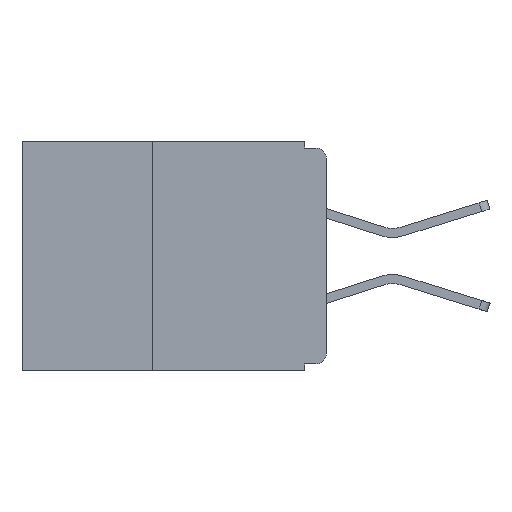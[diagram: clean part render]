
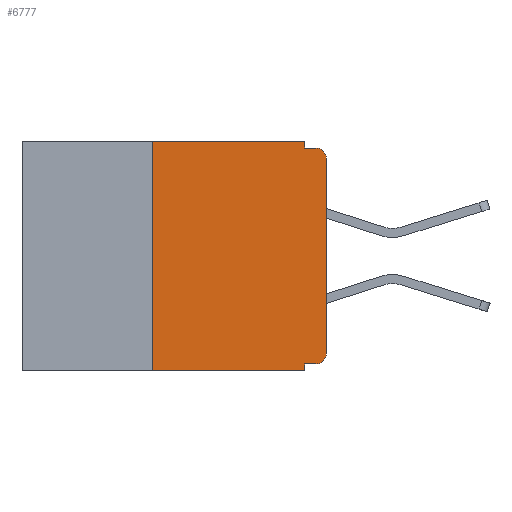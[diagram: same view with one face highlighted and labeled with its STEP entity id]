
A CAD part, left-side view. The second image highlights one B-rep face of the part: STEP entity #6777.
In plain terms, the highlighted planar face has unit normal (-1, 0, 0).
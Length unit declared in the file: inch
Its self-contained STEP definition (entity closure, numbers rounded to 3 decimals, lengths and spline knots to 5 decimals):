
#366 = DIRECTION ( 'NONE',  ( 0., 0., -1. ) ) ;
#1112 = LINE ( 'NONE', #1934, #21505 ) ;
#1170 = ORIENTED_EDGE ( 'NONE', *, *, #12574, .F. ) ;
#1372 = VECTOR ( 'NONE', #24370, 39.37008 ) ;
#1449 = VERTEX_POINT ( 'NONE', #25693 ) ;
#1497 = CARTESIAN_POINT ( 'NONE',  ( 0., 0.25, -0.33 ) ) ;
#1506 = EDGE_CURVE ( 'NONE', #5601, #19777, #32560, .T. ) ;
#1934 = CARTESIAN_POINT ( 'NONE',  ( 0., 0.031, 0. ) ) ;
#2049 = DIRECTION ( 'NONE',  ( 0., 0., -1. ) ) ;
#2156 = AXIS2_PLACEMENT_3D ( 'NONE', #22161, #6332, #24716 ) ;
#2780 = ORIENTED_EDGE ( 'NONE', *, *, #1506, .T. ) ;
#3082 = CARTESIAN_POINT ( 'NONE',  ( 0., 0., -0.01 ) ) ;
#3159 = ORIENTED_EDGE ( 'NONE', *, *, #32186, .T. ) ;
#3686 = CARTESIAN_POINT ( 'NONE',  ( 0., 0.015, -0.01 ) ) ;
#3818 = ORIENTED_EDGE ( 'NONE', *, *, #5753, .F. ) ;
#5601 = VERTEX_POINT ( 'NONE', #19291 ) ;
#5685 = LINE ( 'NONE', #8258, #12808 ) ;
#5687 = VECTOR ( 'NONE', #23538, 39.37008 ) ;
#5753 = EDGE_CURVE ( 'NONE', #6365, #1449, #6240, .T. ) ;
#5791 = FACE_OUTER_BOUND ( 'NONE', #32184, .T. ) ;
#6226 = EDGE_CURVE ( 'NONE', #21337, #12062, #28374, .T. ) ;
#6240 = LINE ( 'NONE', #11988, #19530 ) ;
#6332 = DIRECTION ( 'NONE',  ( -1., 0., 0. ) ) ;
#6365 = VERTEX_POINT ( 'NONE', #24757 ) ;
#6777 = ADVANCED_FACE ( 'NONE', ( #5791 ), #21313, .F. ) ;
#6881 = DIRECTION ( 'NONE',  ( 0., 0., 1. ) ) ;
#8258 = CARTESIAN_POINT ( 'NONE',  ( 0., 0.437, 0. ) ) ;
#8515 = ORIENTED_EDGE ( 'NONE', *, *, #19340, .F. ) ;
#9726 = ORIENTED_EDGE ( 'NONE', *, *, #14266, .T. ) ;
#9991 = VERTEX_POINT ( 'NONE', #33734 ) ;
#10304 = DIRECTION ( 'NONE',  ( 0., 0., -1. ) ) ;
#10949 = VECTOR ( 'NONE', #6881, 39.37008 ) ;
#11988 = CARTESIAN_POINT ( 'NONE',  ( 0., 0., -0.32 ) ) ;
#12062 = VERTEX_POINT ( 'NONE', #3686 ) ;
#12574 = EDGE_CURVE ( 'NONE', #19010, #29353, #5685, .T. ) ;
#12669 = LINE ( 'NONE', #1497, #10949 ) ;
#12808 = VECTOR ( 'NONE', #13660, 39.37008 ) ;
#13262 = CARTESIAN_POINT ( 'NONE',  ( 0., 0.437, 0. ) ) ;
#13506 = DIRECTION ( 'NONE',  ( 1., 0., 0. ) ) ;
#13660 = DIRECTION ( 'NONE',  ( 0., -1., 0. ) ) ;
#14266 = EDGE_CURVE ( 'NONE', #6365, #9991, #29684, .T. ) ;
#14628 = VECTOR ( 'NONE', #29332, 39.37008 ) ;
#14630 = ORIENTED_EDGE ( 'NONE', *, *, #26430, .T. ) ;
#16029 = ORIENTED_EDGE ( 'NONE', *, *, #18219, .F. ) ;
#16386 = DIRECTION ( 'NONE',  ( -1., 0., 0. ) ) ;
#17803 = VECTOR ( 'NONE', #10304, 39.37008 ) ;
#18219 = EDGE_CURVE ( 'NONE', #1449, #19777, #30643, .T. ) ;
#19010 = VERTEX_POINT ( 'NONE', #21508 ) ;
#19291 = CARTESIAN_POINT ( 'NONE',  ( 0., 0.25, -0.33 ) ) ;
#19340 = EDGE_CURVE ( 'NONE', #5601, #19010, #12669, .T. ) ;
#19530 = VECTOR ( 'NONE', #30127, 39.37008 ) ;
#19777 = VERTEX_POINT ( 'NONE', #24434 ) ;
#20085 = LINE ( 'NONE', #21827, #1372 ) ;
#20654 = ORIENTED_EDGE ( 'NONE', *, *, #6226, .F. ) ;
#20889 = CARTESIAN_POINT ( 'NONE',  ( 0., 0.031, -0.01 ) ) ;
#21313 = PLANE ( 'NONE',  #22856 ) ;
#21337 = VERTEX_POINT ( 'NONE', #20889 ) ;
#21505 = VECTOR ( 'NONE', #2049, 39.37008 ) ;
#21508 = CARTESIAN_POINT ( 'NONE',  ( 0., 0.25, 0. ) ) ;
#21827 = CARTESIAN_POINT ( 'NONE',  ( 0., 0., 0. ) ) ;
#22161 = CARTESIAN_POINT ( 'NONE',  ( 0., 0.015, -0.305 ) ) ;
#22431 = VERTEX_POINT ( 'NONE', #33002 ) ;
#22758 = CARTESIAN_POINT ( 'NONE',  ( 0., 0.437, -0.33 ) ) ;
#22856 = AXIS2_PLACEMENT_3D ( 'NONE', #13262, #13506, #31499 ) ;
#23538 = DIRECTION ( 'NONE',  ( 0., -1., 0. ) ) ;
#24370 = DIRECTION ( 'NONE',  ( 0., 0., 1. ) ) ;
#24434 = CARTESIAN_POINT ( 'NONE',  ( 0., 0.031, -0.33 ) ) ;
#24716 = DIRECTION ( 'NONE',  ( 0., 0., -1. ) ) ;
#24757 = CARTESIAN_POINT ( 'NONE',  ( 0., 0.015, -0.32 ) ) ;
#25575 = CARTESIAN_POINT ( 'NONE',  ( 0., 0.031, 0. ) ) ;
#25693 = CARTESIAN_POINT ( 'NONE',  ( 0., 0.031, -0.32 ) ) ;
#26234 = EDGE_CURVE ( 'NONE', #29353, #21337, #1112, .T. ) ;
#26430 = EDGE_CURVE ( 'NONE', #22431, #12062, #28655, .T. ) ;
#27107 = AXIS2_PLACEMENT_3D ( 'NONE', #31738, #16386, #366 ) ;
#28374 = LINE ( 'NONE', #3082, #14628 ) ;
#28655 = CIRCLE ( 'NONE', #27107, 0.015 ) ;
#28853 = ORIENTED_EDGE ( 'NONE', *, *, #26234, .F. ) ;
#29332 = DIRECTION ( 'NONE',  ( 0., -1., 0. ) ) ;
#29353 = VERTEX_POINT ( 'NONE', #25575 ) ;
#29684 = CIRCLE ( 'NONE', #2156, 0.015 ) ;
#30127 = DIRECTION ( 'NONE',  ( 0., 1., 0. ) ) ;
#30643 = LINE ( 'NONE', #31076, #17803 ) ;
#31076 = CARTESIAN_POINT ( 'NONE',  ( 0., 0.031, -0.33 ) ) ;
#31499 = DIRECTION ( 'NONE',  ( 0., 0., -1. ) ) ;
#31738 = CARTESIAN_POINT ( 'NONE',  ( 0., 0.015, -0.025 ) ) ;
#32184 = EDGE_LOOP ( 'NONE', ( #3159, #14630, #20654, #28853, #1170, #8515, #2780, #16029, #3818, #9726 ) ) ;
#32186 = EDGE_CURVE ( 'NONE', #9991, #22431, #20085, .T. ) ;
#32560 = LINE ( 'NONE', #22758, #5687 ) ;
#33002 = CARTESIAN_POINT ( 'NONE',  ( 0., 0., -0.025 ) ) ;
#33734 = CARTESIAN_POINT ( 'NONE',  ( 0., 0., -0.305 ) ) ;
